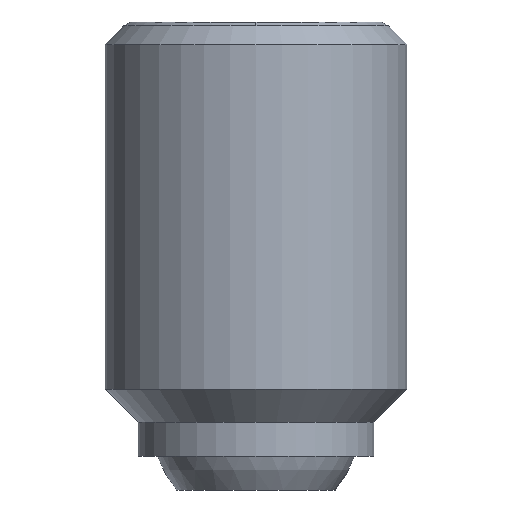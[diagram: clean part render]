
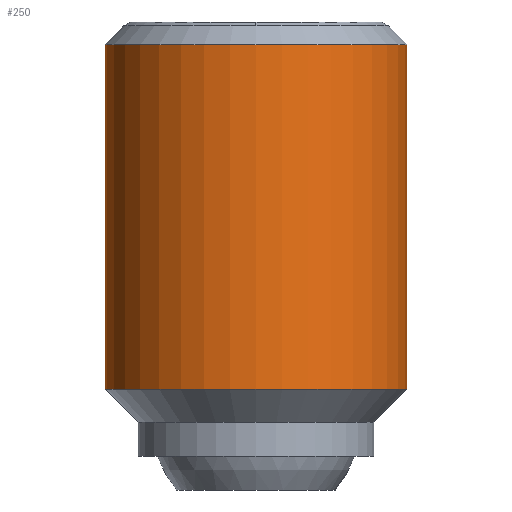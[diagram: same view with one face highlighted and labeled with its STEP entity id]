
A CAD part, front view. The second image highlights one B-rep face of the part: STEP entity #250.
In plain terms, the highlighted cylindrical face has radius 4 mm (diameter 8 mm), a partial arc.
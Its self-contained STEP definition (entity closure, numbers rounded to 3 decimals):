
#144=VERTEX_POINT('',#373);
#160=EDGE_CURVE('',#290,#206,#390,.T.);
#172=EDGE_CURVE('',#344,#206,#404,.T.);
#206=VERTEX_POINT('',#443);
#246=EDGE_CURVE('',#344,#144,#489,.T.);
#250=ADVANCED_FACE('',(#493),#494,.T.);
#266=EDGE_CURVE('',#144,#290,#511,.T.);
#290=VERTEX_POINT('',#539);
#344=VERTEX_POINT('',#597);
#373=CARTESIAN_POINT('',(-4.,0.,-0.6));
#390=LINE('',#649,#650);
#404=CIRCLE('',#668,4.0);
#443=CARTESIAN_POINT('',(4.,0.,-9.725));
#489=LINE('',#817,#818);
#493=FACE_OUTER_BOUND('',#824,.T.);
#494=CYLINDRICAL_SURFACE('',#825,4.0);
#511=CIRCLE('',#848,4.0);
#539=CARTESIAN_POINT('',(4.,0.,-0.6));
#597=CARTESIAN_POINT('',(-4.,0.,-9.725));
#649=CARTESIAN_POINT('',(4.,0.,-5.163));
#650=VECTOR('',#992,1.0);
#668=AXIS2_PLACEMENT_3D('',#1017,#1018,#1019);
#817=CARTESIAN_POINT('',(-4.,0.,-5.163));
#818=VECTOR('',#1130,1.0);
#824=EDGE_LOOP('',(#1133,#1134,#1135,#1136));
#825=AXIS2_PLACEMENT_3D('',#1137,#1138,#1139);
#848=AXIS2_PLACEMENT_3D('',#1153,#1154,#1155);
#992=DIRECTION('',(-0.0,-0.0,-1.0));
#1017=CARTESIAN_POINT('',(0.,0.,-9.725));
#1018=DIRECTION('',(0.0,0.0,1.0));
#1019=DIRECTION('',(-1.0,0.,0.0));
#1130=DIRECTION('',(0.0,0.0,1.0));
#1133=ORIENTED_EDGE('',*,*,#246,.F.);
#1134=ORIENTED_EDGE('',*,*,#172,.T.);
#1135=ORIENTED_EDGE('',*,*,#160,.F.);
#1136=ORIENTED_EDGE('',*,*,#266,.F.);
#1137=CARTESIAN_POINT('',(0.,0.,-5.163));
#1138=DIRECTION('',(-0.0,-0.0,-1.0));
#1139=DIRECTION('',(-1.0,0.,0.0));
#1153=CARTESIAN_POINT('',(0.,0.,-0.6));
#1154=DIRECTION('',(0.0,0.0,1.0));
#1155=DIRECTION('',(-1.0,0.,0.0));
